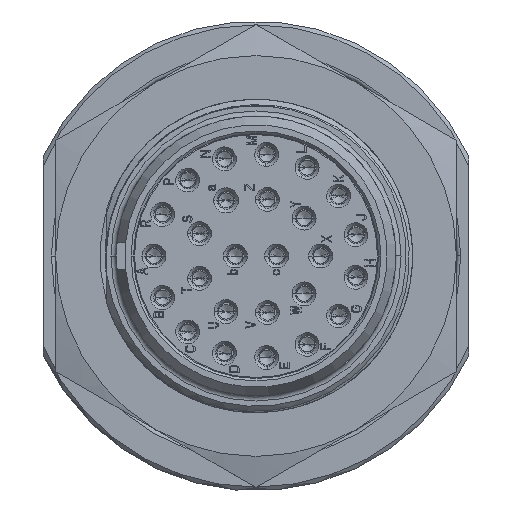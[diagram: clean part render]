
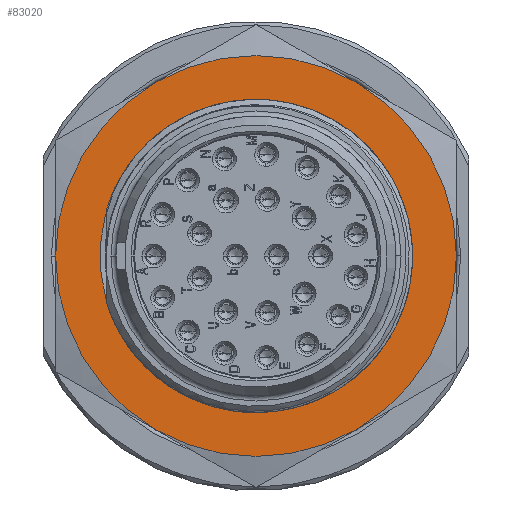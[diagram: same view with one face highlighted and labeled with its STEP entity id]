
A CAD part, left-side view. The second image highlights one B-rep face of the part: STEP entity #83020.
In plain terms, the highlighted planar face has unit normal (-1, 0, 0).
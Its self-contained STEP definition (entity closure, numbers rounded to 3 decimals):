
#23924=CARTESIAN_POINT('',(17.2,-2.895,12.16));
#23925=CARTESIAN_POINT('',(17.2,-3.139,12.096));
#23926=CARTESIAN_POINT('',(17.2,-3.622,11.954));
#23927=CARTESIAN_POINT('',(17.2,-4.332,11.698));
#23928=CARTESIAN_POINT('',(17.2,-4.793,11.499));
#23929=CARTESIAN_POINT('',(17.2,-5.021,11.393));
#23931=CARTESIAN_POINT('',(17.2,0.,0.));
#23932=DIRECTION('',(1.,0.,0.));
#23933=DIRECTION('',(0.,0.759,0.651));
#23934=AXIS2_PLACEMENT_3D('',#23931,#23932,#23933);
#23967=CARTESIAN_POINT('',(17.2,0.,0.));
#23968=DIRECTION('',(1.,0.,0.));
#23969=DIRECTION('',(0.,-0.5,0.866));
#23970=AXIS2_PLACEMENT_3D('',#23967,#23968,#23969);
#23972=CARTESIAN_POINT('',(17.2,0.,0.));
#23973=DIRECTION('',(1.,0.,0.));
#23974=DIRECTION('',(0.,-1.,0.));
#23975=AXIS2_PLACEMENT_3D('',#23972,#23973,#23974);
#23977=CARTESIAN_POINT('',(17.2,0.,0.));
#23978=DIRECTION('',(-1.,0.,0.));
#23979=DIRECTION('',(0.,1.,0.));
#23980=AXIS2_PLACEMENT_3D('',#23977,#23978,#23979);
#23982=CARTESIAN_POINT('',(17.2,0.,0.));
#23983=DIRECTION('',(-1.,0.,0.));
#23984=DIRECTION('',(0.,0.5,0.866));
#23985=AXIS2_PLACEMENT_3D('',#23982,#23983,#23984);
#23987=CARTESIAN_POINT('',(17.2,10.8,6.235));
#23988=CARTESIAN_POINT('',(17.2,10.661,6.482));
#23989=CARTESIAN_POINT('',(17.2,10.366,6.967));
#23990=CARTESIAN_POINT('',(17.2,10.034,7.434));
#23991=CARTESIAN_POINT('',(17.2,9.859,7.663));
#23993=CARTESIAN_POINT('',(17.2,11.346,5.126));
#23994=CARTESIAN_POINT('',(17.2,11.294,5.247));
#23995=CARTESIAN_POINT('',(17.2,11.185,5.491));
#23996=CARTESIAN_POINT('',(17.2,11.002,5.864));
#23997=CARTESIAN_POINT('',(17.2,10.869,6.111));
#23998=CARTESIAN_POINT('',(17.2,10.8,6.235));
#24015=CARTESIAN_POINT('',(17.2,-8.,13.856));
#24017=CARTESIAN_POINT('',(17.2,0.,0.));
#24018=DIRECTION('',(-1.,0.,0.));
#24019=DIRECTION('',(0.,-0.5,0.866));
#24020=AXIS2_PLACEMENT_3D('',#24017,#24018,#24019);
#24256=CARTESIAN_POINT('',(17.2,8.,-13.856));
#24258=CARTESIAN_POINT('',(17.2,0.,0.));
#24259=DIRECTION('',(-1.,0.,0.));
#24260=DIRECTION('',(0.,0.5,-0.866));
#24261=AXIS2_PLACEMENT_3D('',#24258,#24259,#24260);
#24302=CARTESIAN_POINT('',(17.2,-8.,-13.856));
#24344=CARTESIAN_POINT('',(17.2,-16.,0.));
#24687=CARTESIAN_POINT('',(17.2,0.,0.));
#24688=DIRECTION('',(1.,0.,0.));
#24689=DIRECTION('',(0.,-0.403,0.915));
#24690=AXIS2_PLACEMENT_3D('',#24687,#24688,#24689);
#24798=CARTESIAN_POINT('',(17.2,9.859,7.663));
#24799=CARTESIAN_POINT('',(17.2,9.799,7.743));
#24800=CARTESIAN_POINT('',(17.2,9.678,7.903));
#24801=CARTESIAN_POINT('',(17.2,9.553,8.059));
#24802=CARTESIAN_POINT('',(17.2,9.489,8.136));
#26163=CARTESIAN_POINT('',(17.2,16.,0.));
#26205=CARTESIAN_POINT('',(17.2,8.,13.856));
#36194=VERTEX_POINT('',#24015);
#36197=VERTEX_POINT('',#24344);
#36200=VERTEX_POINT('',#24302);
#36212=VERTEX_POINT('',#24256);
#36215=VERTEX_POINT('',#26163);
#36218=VERTEX_POINT('',#26205);
#36220=VERTEX_POINT('',#23993);
#36221=VERTEX_POINT('',#23998);
#36233=CARTESIAN_POINT('',(17.2,9.489,8.136));
#36234=CARTESIAN_POINT('',(17.2,-2.895,12.16));
#36235=VERTEX_POINT('',#36233);
#36236=VERTEX_POINT('',#36234);
#36249=VERTEX_POINT('',#24798);
#36251=VERTEX_POINT('',#23929);
#82989=CARTESIAN_POINT('',(17.2,0.,0.));
#82990=DIRECTION('',(1.,0.,0.));
#82991=DIRECTION('',(0.,0.,-1.));
#82992=AXIS2_PLACEMENT_3D('',#82989,#82990,#82991);
#82993=PLANE('348',#82992);
#82995=ORIENTED_EDGE('3402',*,*,#82994,.F.);
#82997=ORIENTED_EDGE('3393',*,*,#82996,.T.);
#82999=ORIENTED_EDGE('3394',*,*,#82998,.T.);
#83001=ORIENTED_EDGE('3401',*,*,#83000,.F.);
#83003=ORIENTED_EDGE('3398',*,*,#83002,.F.);
#83005=ORIENTED_EDGE('3397',*,*,#83004,.F.);
#83006=EDGE_LOOP('348',(#82995,#82997,#82999,#83001,#83003,#83005));
#83007=FACE_OUTER_BOUND('348',#83006,.F.);
#83008=ORIENTED_EDGE('3444',*,*,#82980,.F.);
#83010=ORIENTED_EDGE('3469',*,*,#83009,.F.);
#83012=ORIENTED_EDGE('3520',*,*,#83011,.F.);
#83014=ORIENTED_EDGE('3428',*,*,#83013,.F.);
#83016=ORIENTED_EDGE('3536',*,*,#83015,.F.);
#83017=ORIENTED_EDGE('3473',*,*,#82968,.F.);
#83018=EDGE_LOOP('348',(#83008,#83010,#83012,#83014,#83016,#83017));
#83019=FACE_BOUND('348',#83018,.F.);
#23930=B_SPLINE_CURVE_WITH_KNOTS('3473',3,(#23924,#23925,#23926,#23927,#23928,
#23929),.UNSPECIFIED.,.F.,.F.,(4,1,1,4),(0.,0.333,
0.667,1.),.UNSPECIFIED.);
#23935=CIRCLE('3444',#23934,12.5);
#23971=CIRCLE('3393',#23970,16.);
#23976=CIRCLE('3394',#23975,16.);
#23981=CIRCLE('3398',#23980,16.);
#23986=CIRCLE('3397',#23985,16.);
#23992=B_SPLINE_CURVE_WITH_KNOTS('3520',3,(#23987,#23988,#23989,#23990,#23991),
.UNSPECIFIED.,.F.,.F.,(4,1,4),(0.,0.5,1.),.UNSPECIFIED.);
#23999=B_SPLINE_CURVE_WITH_KNOTS('3428',3,(#23993,#23994,#23995,#23996,#23997,
#23998),.UNSPECIFIED.,.F.,.F.,(4,1,1,4),(0.,0.333,
0.667,1.),.UNSPECIFIED.);
#24021=CIRCLE('3402',#24020,16.);
#24262=CIRCLE('3401',#24261,16.);
#24691=CIRCLE('3536',#24690,12.45);
#24803=B_SPLINE_CURVE_WITH_KNOTS('3469',3,(#24798,#24799,#24800,#24801,#24802),
.UNSPECIFIED.,.F.,.F.,(4,1,4),(0.,0.5,1.),.UNSPECIFIED.);
#82968=EDGE_CURVE('3473',#36236,#36251,#23930,.T.);
#82980=EDGE_CURVE('3444',#36235,#36236,#23935,.T.);
#82994=EDGE_CURVE('3402',#36194,#36218,#24021,.T.);
#82996=EDGE_CURVE('3393',#36194,#36197,#23971,.T.);
#82998=EDGE_CURVE('3394',#36197,#36200,#23976,.T.);
#83000=EDGE_CURVE('3401',#36212,#36200,#24262,.T.);
#83002=EDGE_CURVE('3398',#36215,#36212,#23981,.T.);
#83004=EDGE_CURVE('3397',#36218,#36215,#23986,.T.);
#83009=EDGE_CURVE('3469',#36249,#36235,#24803,.T.);
#83011=EDGE_CURVE('3520',#36221,#36249,#23992,.T.);
#83013=EDGE_CURVE('3428',#36220,#36221,#23999,.T.);
#83015=EDGE_CURVE('3536',#36251,#36220,#24691,.T.);
#83020=ADVANCED_FACE('348',(#83007,#83019),#82993,.F.);
